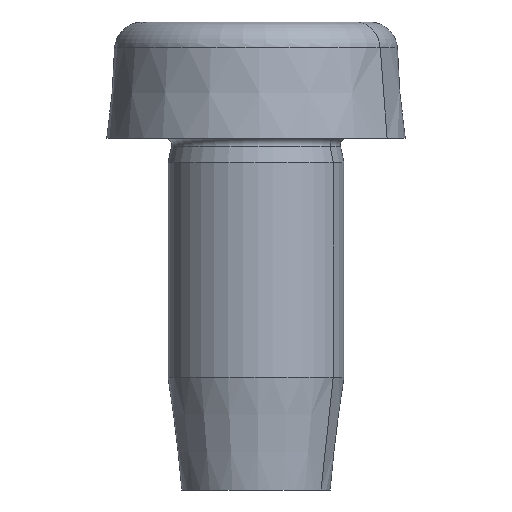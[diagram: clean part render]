
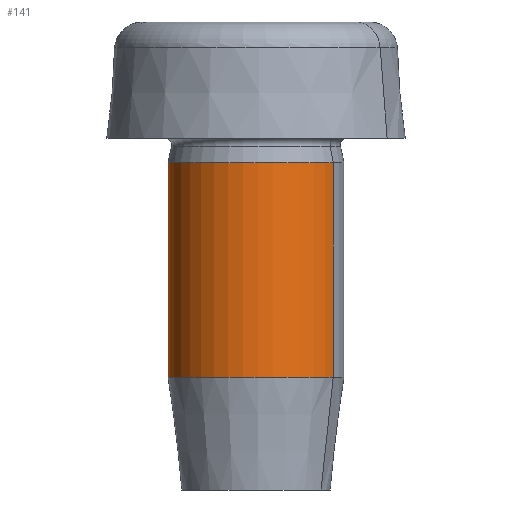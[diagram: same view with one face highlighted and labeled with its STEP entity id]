
A CAD part, left-side view. The second image highlights one B-rep face of the part: STEP entity #141.
In plain terms, the highlighted cylindrical face has radius 2.5 mm (diameter 5 mm), a partial arc.
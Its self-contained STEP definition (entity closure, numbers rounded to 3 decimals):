
#87=AXIS2_PLACEMENT_3D('Circle Axis2P3D',#85,#86,$) ;
#101=AXIS2_PLACEMENT_3D('Cylinder Axis2P3D',#98,#99,#100) ;
#132=AXIS2_PLACEMENT_3D('Circle Axis2P3D',#130,#131,$) ;
#50=CARTESIAN_POINT('Vertex',(5.444,6.439,3.2)) ;
#57=CARTESIAN_POINT('Vertex',(3.047,2.052,3.2)) ;
#85=CARTESIAN_POINT('Axis2P3D Location',(4.246,4.246,3.2)) ;
#98=CARTESIAN_POINT('Axis2P3D Location',(4.246,4.246,6.65)) ;
#103=CARTESIAN_POINT('Line Origine',(5.444,6.439,6.25)) ;
#107=CARTESIAN_POINT('Vertex',(5.444,6.439,9.3)) ;
#114=CARTESIAN_POINT('Vertex',(3.047,2.052,9.3)) ;
#117=CARTESIAN_POINT('Line Origine',(3.047,2.052,6.25)) ;
#130=CARTESIAN_POINT('Axis2P3D Location',(4.246,4.246,9.3)) ;
#86=DIRECTION('Axis2P3D Direction',(0.,0.,1.)) ;
#99=DIRECTION('Axis2P3D Direction',(0.,0.,-1.)) ;
#100=DIRECTION('Axis2P3D XDirection',(0.479,0.878,0.)) ;
#104=DIRECTION('Vector Direction',(0.,0.,-1.)) ;
#118=DIRECTION('Vector Direction',(0.,0.,-1.)) ;
#131=DIRECTION('Axis2P3D Direction',(0.,0.,-1.)) ;
#105=VECTOR('Line Direction',#104,1.) ;
#119=VECTOR('Line Direction',#118,1.) ;
#136=ORIENTED_EDGE('',*,*,#89,.F.) ;
#137=ORIENTED_EDGE('',*,*,#121,.T.) ;
#138=ORIENTED_EDGE('',*,*,#134,.T.) ;
#139=ORIENTED_EDGE('',*,*,#109,.F.) ;
#141=ADVANCED_FACE('Koerper.2',(#140),#102,.T.) ;
#88=CIRCLE('generated circle',#87,2.5) ;
#133=CIRCLE('generated circle',#132,2.5) ;
#102=CYLINDRICAL_SURFACE('generated cylinder',#101,2.5) ;
#89=EDGE_CURVE('',#58,#51,#88,.F.) ;
#109=EDGE_CURVE('',#51,#108,#106,.F.) ;
#121=EDGE_CURVE('',#58,#115,#120,.F.) ;
#134=EDGE_CURVE('',#115,#108,#133,.T.) ;
#135=EDGE_LOOP('',(#136,#137,#138,#139)) ;
#140=FACE_OUTER_BOUND('',#135,.T.) ;
#106=LINE('Line',#103,#105) ;
#120=LINE('Line',#117,#119) ;
#51=VERTEX_POINT('',#50) ;
#58=VERTEX_POINT('',#57) ;
#108=VERTEX_POINT('',#107) ;
#115=VERTEX_POINT('',#114) ;
